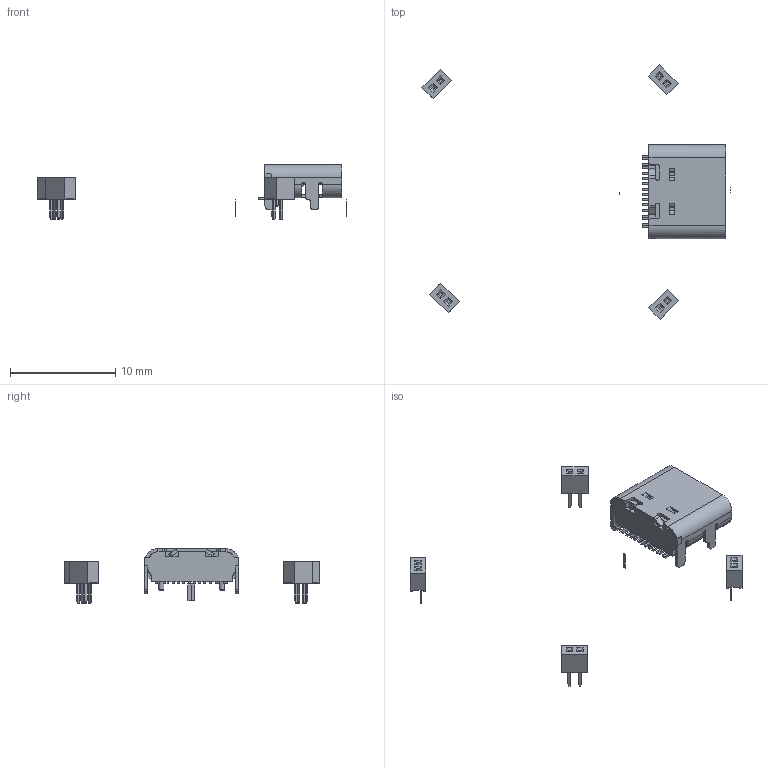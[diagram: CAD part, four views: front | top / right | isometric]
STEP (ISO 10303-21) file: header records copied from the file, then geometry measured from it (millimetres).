
FILE_DESCRIPTION(('KiCad electronic assembly'),'2;1');
FILE_NAME('pressure_sensor_logic.step','2024-05-16T17:15:42',('Pcbnew'), ('Kicad'),'Open CASCADE STEP processor 7.7','KiCad to STEP converter', 'Unknown');
FILE_SCHEMA(('AUTOMOTIVE_DESIGN { 1 0 10303 214 1 1 1 1 }'));
Length unit declared in the file: millimetre
Products named in the file (6): pressure_sensor_logic 1; PinSocket_1x02_P1.00mm_Vertical; PinSocket_1x02_P100mm_Vertical; TYPE-C-31-M-12--3DModel-STEP-56544; TYPE-C-31-M-12; pressure_sensor_logic_PCB
Assembly tree (8 placements, depth 3):
  pressure_sensor_logic 1
    PinSocket_1x02_P1.00mm_Vertical  x4
      PinSocket_1x02_P100mm_Vertical
    TYPE-C-31-M-12--3DModel-STEP-56544
      TYPE-C-31-M-12
    pressure_sensor_logic_PCB
Bounding box: 29.27 x 24.15 x 5.21 mm (x, y, z)
Volume: 143.6 mm3; surface area: 647.3 mm2
Topology: 47 solids, 48 shells, 1001 faces, 2467 edges, 1594 vertices
Faces by surface type: plane 861, cylinder 120, cone 20
Entity records: 22889 total; most frequent: CARTESIAN_POINT 4149, ORIENTED_EDGE 3758, DIRECTION 3583, EDGE_CURVE 1879, LINE 1583, VECTOR 1583, VERTEX_POINT 1210, AXIS2_PLACEMENT_3D 1000
